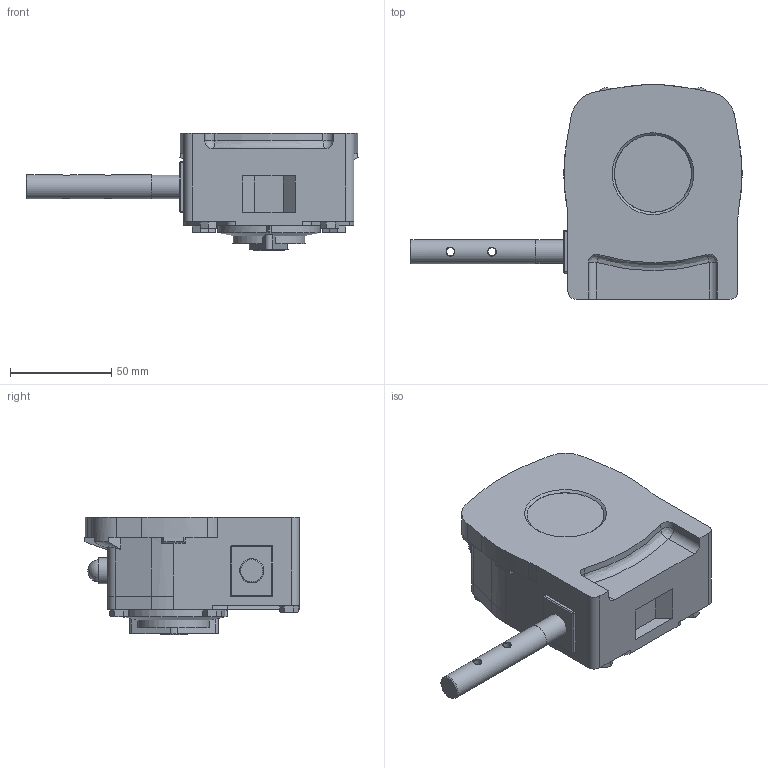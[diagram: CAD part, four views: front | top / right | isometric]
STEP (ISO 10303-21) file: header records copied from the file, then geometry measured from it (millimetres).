
FILE_DESCRIPTION((''),'2;1');
FILE_NAME('M07.stp','2008-03-17T14:57:48',('100003072'),(''),'Autodesk Inventor 11','Autodesk Inventor 11','');
FILE_SCHEMA(('AUTOMOTIVE_DESIGN { 1 0 10303 214 1 1 1 1 }'));
Length unit declared in the file: millimetre
Products named in the file (1): M07_Web_Version
Bounding box: 164.01 x 105.98 x 57.88 mm (x, y, z)
Volume: 370807.1 mm3; surface area: 44453.6 mm2
Topology: 1 solids, 17 shells, 1921 faces, 5037 edges, 3278 vertices
Faces by surface type: plane 1235, bspline 486, cylinder 151, cone 43, sphere 6
Full cylindrical faces by diameter (mm): 4 x2, 5 x6, 8 x6, 11.684 x1, 11.938 x1, 12.014 x1, 12.446 x1, 13 x2, 38.1 x1, 50.5 x1
Entity records: 65986 total; most frequent: CARTESIAN_POINT 22078, ORIENTED_EDGE 9882, DIRECTION 7369, EDGE_CURVE 4941, VECTOR 3557, LINE 3557, VERTEX_POINT 3255, EDGE_LOOP 2141
